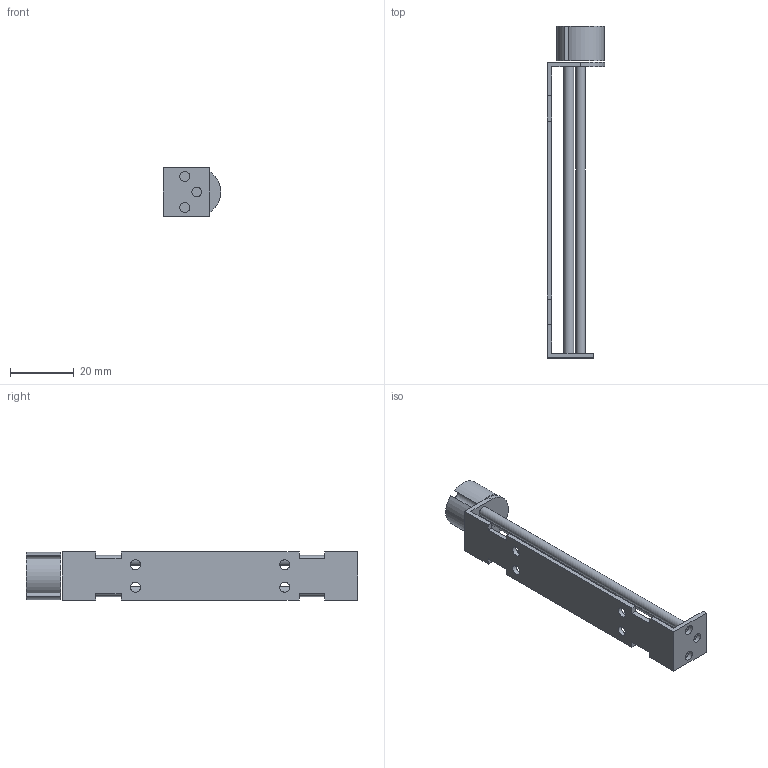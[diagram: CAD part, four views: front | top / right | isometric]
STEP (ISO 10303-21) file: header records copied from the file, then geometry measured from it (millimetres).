
FILE_DESCRIPTION(/* description */ (''),/* implementation_level */ '2;1');
FILE_NAME(/* name */ '00_Linear_Stepper_90mm.ipt.step',/* time_stamp */ '2022-11-29T07:43:56+01:00',/* author */ ('diederichbenedict'),/* organization */ (''),/* preprocessor_version */ 'ST-DEVELOPER v18.1',/* originating_system */ 'Autodesk Inventor 2022',/* authorisation */ '');
FILE_SCHEMA (('AUTOMOTIVE_DESIGN { 1 0 10303 214 3 1 1 }'));
Length unit declared in the file: millimetre
Products named in the file (1): 00_Linear_Stepper_90mm
Bounding box: 18.05 x 104.26 x 15.1 mm (x, y, z)
Volume: 6046.8 mm3; surface area: 7610.5 mm2
Topology: 5 solids, 5 shells, 52 faces, 138 edges, 96 vertices
Faces by surface type: plane 33, cylinder 19
Full cylindrical faces by diameter (mm): 3 x4, 3.1 x6, 3.14 x4
Entity records: 1729 total; most frequent: DIRECTION 294, CARTESIAN_POINT 287, ORIENTED_EDGE 276, EDGE_CURVE 138, AXIS2_PLACEMENT_3D 103, VERTEX_POINT 96, LINE 88, VECTOR 88
